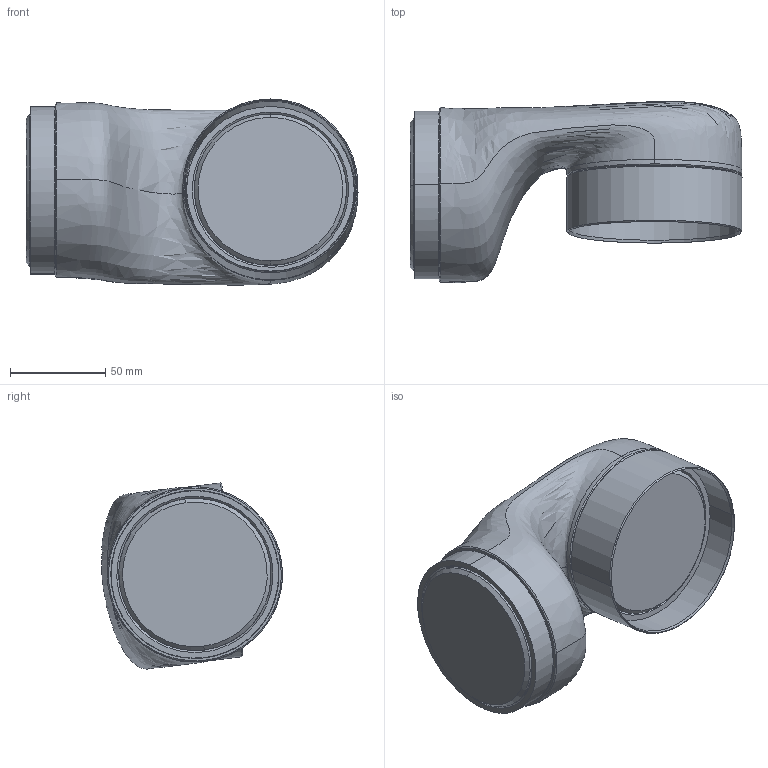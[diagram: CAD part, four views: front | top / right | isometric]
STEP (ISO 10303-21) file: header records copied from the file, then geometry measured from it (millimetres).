
FILE_DESCRIPTION (( 'STEP AP203' ), '1' );
FILE_NAME ('Link1.STEP', '2025-02-06T07:04:41', ( '' ), ( '' ), 'SwSTEP 2.0', 'SolidWorks 2021', '' );
FILE_SCHEMA (( 'CONFIG_CONTROL_DESIGN' ));
Length unit declared in the file: millimetre
Products named in the file (3): Link1; GEN3 SIMPLIFIED SHOULDER_1^GEN3 SIMPLIFIED Shoulder_Kinova Gen3 Modular Robotic Arm(2)_Kinova Gen3 Modular Robotic Arm; KR10643^GEN3 SIMPLIFIED Shoulder_Kinova Gen3 Modular Robotic Arm(2)_Kinova Gen3 Modular Robotic Arm
Assembly tree (3 placements, depth 2):
  Link1
    KR10643^GEN3 SIMPLIFIED Shoulder_Kinova Gen3 Modular Robotic Arm(2)_Kinova Gen3 Modular Robotic Arm  x2
    GEN3 SIMPLIFIED SHOULDER_1^GEN3 SIMPLIFIED Shoulder_Kinova Gen3 Modular Robotic Arm(2)_Kinova Gen3 Modular Robotic Arm
Bounding box: 174.38 x 95.12 x 97.72 mm (x, y, z)
Volume: 300621.1 mm3; surface area: 128427.7 mm2
Topology: 2 solids, 4 shells, 147 faces, 426 edges, 287 vertices
Faces by surface type: bspline 67, cone 29, cylinder 26, plane 17, torus 6, sphere 2
Entity records: 11459 total; most frequent: CARTESIAN_POINT 8309, ORIENTED_EDGE 799, EDGE_CURVE 410, B_SPLINE_CURVE_WITH_KNOTS 283, DIRECTION 282, VERTEX_POINT 279, EDGE_LOOP 147, FACE_OUTER_BOUND 139
